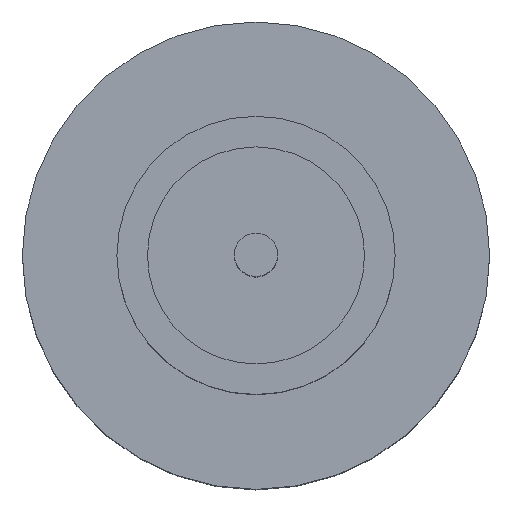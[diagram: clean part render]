
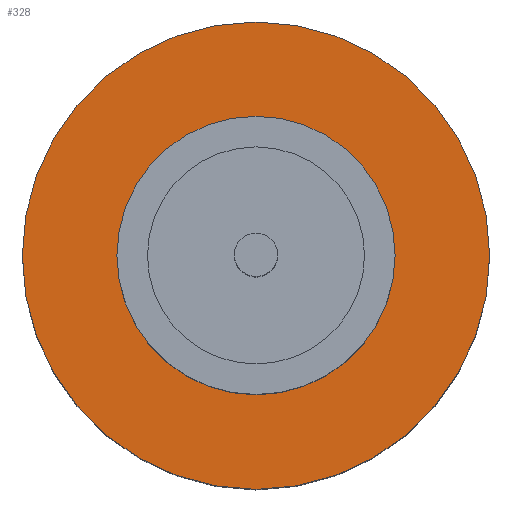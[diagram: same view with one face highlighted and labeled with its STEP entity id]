
A CAD part, top view. The second image highlights one B-rep face of the part: STEP entity #328.
In plain terms, the highlighted planar face has unit normal (0, 0, 1).
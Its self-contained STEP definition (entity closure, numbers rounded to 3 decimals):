
#11 = DIRECTION ( 'NONE',  ( 0., 0., 1. ) ) ;
#46 = AXIS2_PLACEMENT_3D ( 'NONE', #66, #515, #138 ) ;
#59 = CARTESIAN_POINT ( 'NONE',  ( 2.1, 0., 1.55 ) ) ;
#66 = CARTESIAN_POINT ( 'NONE',  ( 0., 0., 1.55 ) ) ;
#71 = AXIS2_PLACEMENT_3D ( 'NONE', #573, #277, #794 ) ;
#78 = EDGE_LOOP ( 'NONE', ( #504, #347 ) ) ;
#125 = VERTEX_POINT ( 'NONE', #926 ) ;
#138 = DIRECTION ( 'NONE',  ( 1., 0., 0. ) ) ;
#180 = DIRECTION ( 'NONE',  ( 0., 0., 1. ) ) ;
#231 = CIRCLE ( 'NONE', #46, 2.1 ) ;
#277 = DIRECTION ( 'NONE',  ( 0., 0., 1. ) ) ;
#289 = EDGE_CURVE ( 'NONE', #318, #795, #390, .T. ) ;
#318 = VERTEX_POINT ( 'NONE', #59 ) ;
#328 = ADVANCED_FACE ( 'NONE', ( #576, #910 ), #594, .T. ) ;
#347 = ORIENTED_EDGE ( 'NONE', *, *, #399, .F. ) ;
#361 = VERTEX_POINT ( 'NONE', #901 ) ;
#390 = CIRCLE ( 'NONE', #71, 2.1 ) ;
#399 = EDGE_CURVE ( 'NONE', #361, #125, #793, .T. ) ;
#447 = DIRECTION ( 'NONE',  ( 1., 0., 0. ) ) ;
#486 = AXIS2_PLACEMENT_3D ( 'NONE', #596, #874, #955 ) ;
#504 = ORIENTED_EDGE ( 'NONE', *, *, #646, .F. ) ;
#509 = ORIENTED_EDGE ( 'NONE', *, *, #903, .T. ) ;
#515 = DIRECTION ( 'NONE',  ( 0., 0., 1. ) ) ;
#555 = DIRECTION ( 'NONE',  ( 1., 0., 0. ) ) ;
#573 = CARTESIAN_POINT ( 'NONE',  ( 0., 0., 1.55 ) ) ;
#576 = FACE_BOUND ( 'NONE', #78, .T. ) ;
#594 = PLANE ( 'NONE',  #486 ) ;
#596 = CARTESIAN_POINT ( 'NONE',  ( 0., 0., 1.55 ) ) ;
#646 = EDGE_CURVE ( 'NONE', #125, #361, #922, .T. ) ;
#686 = AXIS2_PLACEMENT_3D ( 'NONE', #890, #11, #447 ) ;
#729 = ORIENTED_EDGE ( 'NONE', *, *, #289, .T. ) ;
#776 = AXIS2_PLACEMENT_3D ( 'NONE', #929, #180, #555 ) ;
#793 = CIRCLE ( 'NONE', #686, 1.25 ) ;
#794 = DIRECTION ( 'NONE',  ( 1., 0., 0. ) ) ;
#795 = VERTEX_POINT ( 'NONE', #867 ) ;
#866 = EDGE_LOOP ( 'NONE', ( #509, #729 ) ) ;
#867 = CARTESIAN_POINT ( 'NONE',  ( -2.1, 0., 1.55 ) ) ;
#874 = DIRECTION ( 'NONE',  ( 0., 0., 1. ) ) ;
#890 = CARTESIAN_POINT ( 'NONE',  ( 0., 0., 1.55 ) ) ;
#901 = CARTESIAN_POINT ( 'NONE',  ( -1.25, 0., 1.55 ) ) ;
#903 = EDGE_CURVE ( 'NONE', #795, #318, #231, .T. ) ;
#910 = FACE_OUTER_BOUND ( 'NONE', #866, .T. ) ;
#922 = CIRCLE ( 'NONE', #776, 1.25 ) ;
#926 = CARTESIAN_POINT ( 'NONE',  ( 1.25, 0., 1.55 ) ) ;
#929 = CARTESIAN_POINT ( 'NONE',  ( 0., 0., 1.55 ) ) ;
#955 = DIRECTION ( 'NONE',  ( 1., 0., 0. ) ) ;
